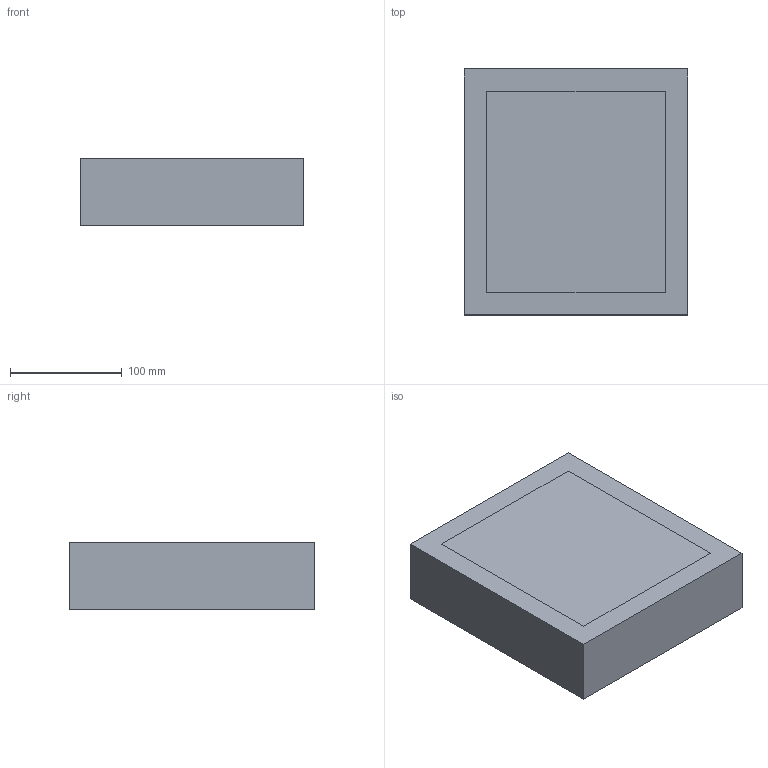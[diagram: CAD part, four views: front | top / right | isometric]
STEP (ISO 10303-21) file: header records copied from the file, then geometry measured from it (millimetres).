
FILE_DESCRIPTION(('FreeCAD Model'),'2;1');
FILE_NAME('Open CASCADE Shape Model','2025-03-24T21:26:22',(''),(''), 'Open CASCADE STEP processor 7.8','FreeCAD','Unknown');
FILE_SCHEMA(('AUTOMOTIVE_DESIGN { 1 0 10303 214 1 1 1 1 }'));
Length unit declared in the file: millimetre
Products named in the file (1): Mold
Bounding box: 200 x 220 x 60 mm (x, y, z)
Volume: 1514985.6 mm3; surface area: 181568.9 mm2
Topology: 1 solids, 1 shells, 130 faces, 222 edges, 138 vertices
Faces by surface type: plane 66, cylinder 42, cone 22
Full cylindrical faces by diameter (mm): 4.5 x16, 6.9 x4, 8 x2, 8.5 x4, 9.2 x16
Entity records: 6234 total; most frequent: CARTESIAN_POINT 1439, DIRECTION 950, LINE 476, VECTOR 476, ORIENTED_EDGE 444, PCURVE 444, DEFINITIONAL_REPRESENTATION 444, AXIS2_PLACEMENT_3D 237
